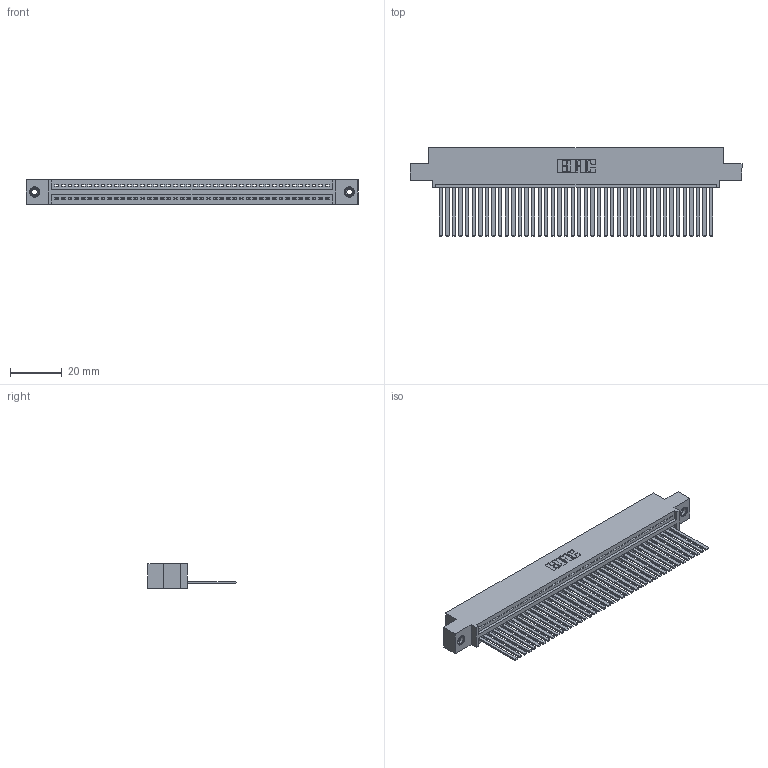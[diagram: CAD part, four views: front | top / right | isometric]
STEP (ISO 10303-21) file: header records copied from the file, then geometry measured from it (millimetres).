
FILE_DESCRIPTION (( 'STEP AP203' ), '1' );
FILE_NAME ('395-042-544-408.STEP', '2018-11-15T11:33:32', ( '' ), ( '' ), 'SwSTEP 2.0', 'SolidWorks 2016', '' );
FILE_SCHEMA (( 'CONFIG_CONTROL_DESIGN' ));
Length unit declared in the file: inch
Products named in the file (4): 345-250-001_345-250-003-102; 345 Part_0.110 Offset - 0.156 Dia-TI; 395-042-544-408; 345-292-001_345-293-144
Assembly tree (45 placements, depth 2):
  395-042-544-408
    345 Part_0.110 Offset - 0.156 Dia-TI
    345-292-001_345-293-144  x42
    345-250-001_345-250-003-102  x2
Bounding box: 127.89 x 33.96 x 9.4 mm (x, y, z)
Volume: 12553.6 mm3; surface area: 18243.9 mm2
Topology: 45 solids, 45 shells, 2374 faces, 7125 edges, 4686 vertices
Faces by surface type: plane 1628, cylinder 730, cone 12, torus 4
Entity records: 32744 total; most frequent: CARTESIAN_POINT 5653, ORIENTED_EDGE 5622, DIRECTION 4961, EDGE_CURVE 2811, VECTOR 2495, LINE 2495, VERTEX_POINT 1868, AXIS2_PLACEMENT_3D 1233
